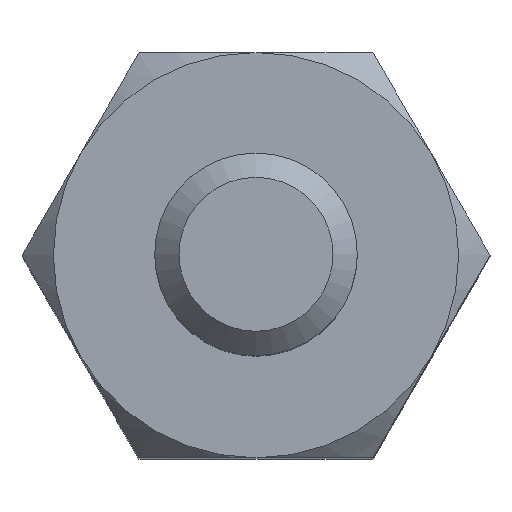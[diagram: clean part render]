
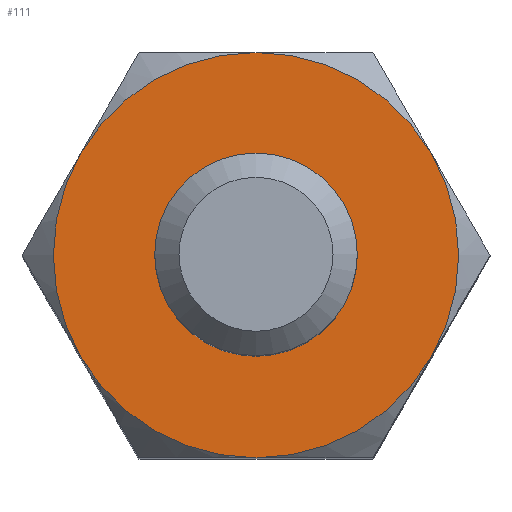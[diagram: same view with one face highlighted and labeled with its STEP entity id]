
A CAD part, top view. The second image highlights one B-rep face of the part: STEP entity #111.
In plain terms, the highlighted planar face has unit normal (0, 0, 1).
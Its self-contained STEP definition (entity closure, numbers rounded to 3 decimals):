
#111 = ADVANCED_FACE( '', ( #228, #229 ), #230, .T. );
#228 = FACE_BOUND( '', #340, .T. );
#229 = FACE_OUTER_BOUND( '', #341, .T. );
#230 = PLANE( '', #342 );
#340 = EDGE_LOOP( '', ( #554 ) );
#341 = EDGE_LOOP( '', ( #555, #556, #557, #558, #559, #560 ) );
#342 = AXIS2_PLACEMENT_3D( '', #561, #562, #563 );
#554 = ORIENTED_EDGE( '', *, *, #600, .T. );
#555 = ORIENTED_EDGE( '', *, *, #664, .F. );
#556 = ORIENTED_EDGE( '', *, *, #660, .F. );
#557 = ORIENTED_EDGE( '', *, *, #629, .F. );
#558 = ORIENTED_EDGE( '', *, *, #605, .T. );
#559 = ORIENTED_EDGE( '', *, *, #656, .F. );
#560 = ORIENTED_EDGE( '', *, *, #609, .F. );
#561 = CARTESIAN_POINT( '', ( 0., 0., 12. ) );
#562 = DIRECTION( '', ( 0., 0., 1. ) );
#563 = DIRECTION( '', ( 1., 0., 0. ) );
#600 = EDGE_CURVE( '', #697, #697, #698, .F. );
#605 = EDGE_CURVE( '', #705, #706, #707, .T. );
#609 = EDGE_CURVE( '', #682, #712, #713, .F. );
#629 = EDGE_CURVE( '', #705, #743, #744, .F. );
#656 = EDGE_CURVE( '', #712, #706, #775, .F. );
#660 = EDGE_CURVE( '', #743, #719, #779, .F. );
#664 = EDGE_CURVE( '', #719, #682, #783, .F. );
#682 = VERTEX_POINT( '', #812 );
#697 = VERTEX_POINT( '', #847 );
#698 = CIRCLE( '', #848, 1.1 );
#705 = VERTEX_POINT( '', #855 );
#706 = VERTEX_POINT( '', #856 );
#707 = CIRCLE( '', #857, 2.5 );
#712 = VERTEX_POINT( '', #874 );
#713 = CIRCLE( '', #875, 2.5 );
#719 = VERTEX_POINT( '', #889 );
#743 = VERTEX_POINT( '', #962 );
#744 = CIRCLE( '', #963, 2.5 );
#775 = CIRCLE( '', #1044, 2.5 );
#779 = CIRCLE( '', #1048, 2.5 );
#783 = CIRCLE( '', #1052, 2.5 );
#812 = CARTESIAN_POINT( '', ( 0., -2.5, 12. ) );
#847 = CARTESIAN_POINT( '', ( 1.1, 0., 12. ) );
#848 = AXIS2_PLACEMENT_3D( '', #1075, #1076, #1077 );
#855 = CARTESIAN_POINT( '', ( 0., 2.5, 12. ) );
#856 = CARTESIAN_POINT( '', ( -2.165, 1.25, 12. ) );
#857 = AXIS2_PLACEMENT_3D( '', #1084, #1085, #1086 );
#874 = CARTESIAN_POINT( '', ( -2.165, -1.25, 12. ) );
#875 = AXIS2_PLACEMENT_3D( '', #1087, #1088, #1089 );
#889 = CARTESIAN_POINT( '', ( 2.165, -1.25, 12. ) );
#962 = CARTESIAN_POINT( '', ( 2.165, 1.25, 12. ) );
#963 = AXIS2_PLACEMENT_3D( '', #1098, #1099, #1100 );
#1044 = AXIS2_PLACEMENT_3D( '', #1115, #1116, #1117 );
#1048 = AXIS2_PLACEMENT_3D( '', #1121, #1122, #1123 );
#1052 = AXIS2_PLACEMENT_3D( '', #1127, #1128, #1129 );
#1075 = CARTESIAN_POINT( '', ( 0., 0., 12. ) );
#1076 = DIRECTION( '', ( 0., 0., 1. ) );
#1077 = DIRECTION( '', ( 1., 0., 0. ) );
#1084 = CARTESIAN_POINT( '', ( 0., 0., 12. ) );
#1085 = DIRECTION( '', ( 0., 0., 1. ) );
#1086 = DIRECTION( '', ( 1., 0., 0. ) );
#1087 = CARTESIAN_POINT( '', ( 0., 0., 12. ) );
#1088 = DIRECTION( '', ( 0., 0., 1. ) );
#1089 = DIRECTION( '', ( 1., 0., 0. ) );
#1098 = CARTESIAN_POINT( '', ( 0., 0., 12. ) );
#1099 = DIRECTION( '', ( 0., 0., 1. ) );
#1100 = DIRECTION( '', ( 1., 0., 0. ) );
#1115 = CARTESIAN_POINT( '', ( 0., 0., 12. ) );
#1116 = DIRECTION( '', ( 0., 0., 1. ) );
#1117 = DIRECTION( '', ( 1., 0., 0. ) );
#1121 = CARTESIAN_POINT( '', ( 0., 0., 12. ) );
#1122 = DIRECTION( '', ( 0., 0., 1. ) );
#1123 = DIRECTION( '', ( 1., 0., 0. ) );
#1127 = CARTESIAN_POINT( '', ( 0., 0., 12. ) );
#1128 = DIRECTION( '', ( 0., 0., 1. ) );
#1129 = DIRECTION( '', ( 1., 0., 0. ) );
